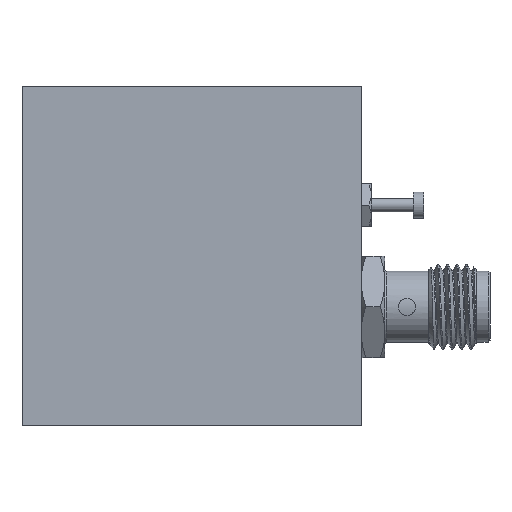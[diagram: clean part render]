
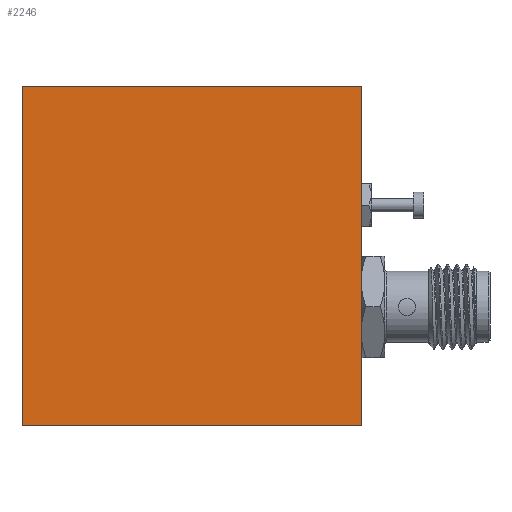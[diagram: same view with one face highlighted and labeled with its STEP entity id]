
A CAD part, front view. The second image highlights one B-rep face of the part: STEP entity #2246.
In plain terms, the highlighted planar face has unit normal (0, -1, 0).
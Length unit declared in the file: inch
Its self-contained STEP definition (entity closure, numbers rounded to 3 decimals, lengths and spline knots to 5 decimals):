
#1608 = DIRECTION ( 'NONE',  ( -1., 0., 0. ) ) ;
#1698 = VERTEX_POINT ( 'NONE', #8952 ) ;
#2246 = ADVANCED_FACE ( 'NONE', ( #7476 ), #2403, .F. ) ;
#2403 = PLANE ( 'NONE',  #4808 ) ;
#2835 = CARTESIAN_POINT ( 'NONE',  ( 0., 0., 0.5 ) ) ;
#2929 = EDGE_CURVE ( 'NONE', #10302, #14609, #14155, .T. ) ;
#3003 = VERTEX_POINT ( 'NONE', #14313 ) ;
#3677 = EDGE_LOOP ( 'NONE', ( #12444, #8897, #4506, #4603 ) ) ;
#4053 = LINE ( 'NONE', #2835, #9478 ) ;
#4506 = ORIENTED_EDGE ( 'NONE', *, *, #14645, .F. ) ;
#4603 = ORIENTED_EDGE ( 'NONE', *, *, #2929, .F. ) ;
#4808 = AXIS2_PLACEMENT_3D ( 'NONE', #6330, #8935, #5175 ) ;
#5175 = DIRECTION ( 'NONE',  ( 0., 0., 1. ) ) ;
#5553 = DIRECTION ( 'NONE',  ( 0., 0., 1. ) ) ;
#5733 = EDGE_CURVE ( 'NONE', #10302, #1698, #4053, .T. ) ;
#5760 = CARTESIAN_POINT ( 'NONE',  ( 0.5, 0., 0.5 ) ) ;
#6330 = CARTESIAN_POINT ( 'NONE',  ( 1.375, 0., -1.68 ) ) ;
#6442 = CARTESIAN_POINT ( 'NONE',  ( 0.5, 0., 0.5 ) ) ;
#7476 = FACE_OUTER_BOUND ( 'NONE', #3677, .T. ) ;
#7848 = CARTESIAN_POINT ( 'NONE',  ( -0.5, 0., 0.5 ) ) ;
#8217 = VECTOR ( 'NONE', #12934, 39.37008 ) ;
#8897 = ORIENTED_EDGE ( 'NONE', *, *, #9872, .F. ) ;
#8935 = DIRECTION ( 'NONE',  ( 0., 1., 0. ) ) ;
#8952 = CARTESIAN_POINT ( 'NONE',  ( -0.5, 0., 0.5 ) ) ;
#9478 = VECTOR ( 'NONE', #1608, 39.37008 ) ;
#9872 = EDGE_CURVE ( 'NONE', #3003, #1698, #12949, .T. ) ;
#10302 = VERTEX_POINT ( 'NONE', #5760 ) ;
#10980 = DIRECTION ( 'NONE',  ( -1., 0., 0. ) ) ;
#11709 = VECTOR ( 'NONE', #10980, 39.37008 ) ;
#12201 = CARTESIAN_POINT ( 'NONE',  ( 0., 0., -0.5 ) ) ;
#12444 = ORIENTED_EDGE ( 'NONE', *, *, #5733, .T. ) ;
#12934 = DIRECTION ( 'NONE',  ( 0., 0., -1. ) ) ;
#12949 = LINE ( 'NONE', #7848, #14502 ) ;
#13427 = LINE ( 'NONE', #12201, #11709 ) ;
#13510 = CARTESIAN_POINT ( 'NONE',  ( 0.5, 0., -0.5 ) ) ;
#14155 = LINE ( 'NONE', #6442, #8217 ) ;
#14313 = CARTESIAN_POINT ( 'NONE',  ( -0.5, 0., -0.5 ) ) ;
#14502 = VECTOR ( 'NONE', #5553, 39.37008 ) ;
#14609 = VERTEX_POINT ( 'NONE', #13510 ) ;
#14645 = EDGE_CURVE ( 'NONE', #14609, #3003, #13427, .T. ) ;
